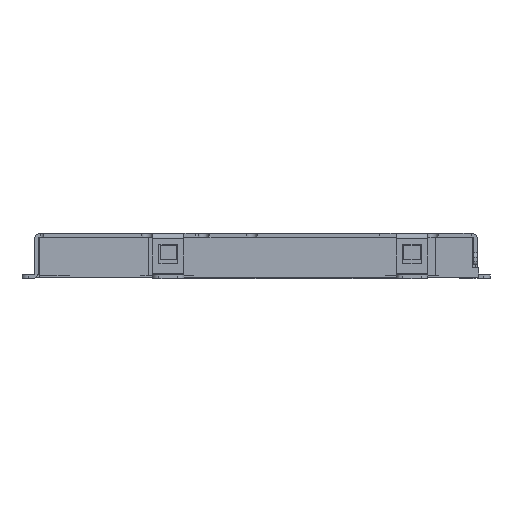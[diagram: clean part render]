
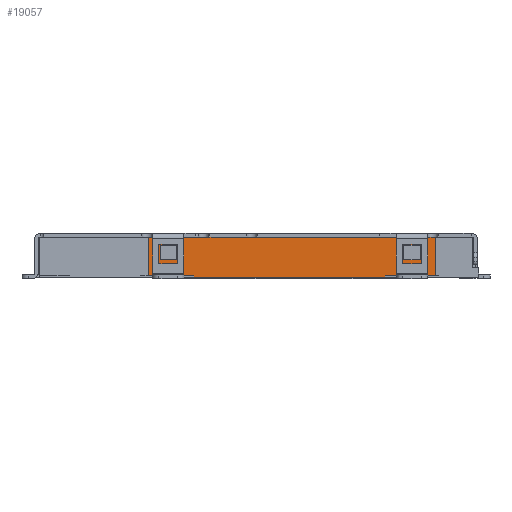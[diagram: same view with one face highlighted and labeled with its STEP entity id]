
A CAD part, front view. The second image highlights one B-rep face of the part: STEP entity #19057.
In plain terms, the highlighted planar face has unit normal (0, -1, 0).
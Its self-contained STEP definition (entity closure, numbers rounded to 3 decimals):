
#1020=DIRECTION('',(-1.,0.,0.));
#1021=VECTOR('',#1020,6.12);
#1022=CARTESIAN_POINT('',(4.13,-6.93,-0.675));
#1023=LINE('',#1022,#1021);
#2358=DIRECTION('',(-1.,0.,0.));
#2359=VECTOR('',#2358,0.14);
#2360=CARTESIAN_POINT('',(-3.3,-6.93,0.605));
#2361=LINE('',#2360,#2359);
#2386=DIRECTION('',(-1.,0.,0.));
#2387=VECTOR('',#2386,0.25);
#2388=CARTESIAN_POINT('',(5.73,-6.93,0.605));
#2389=LINE('',#2388,#2387);
#2463=DIRECTION('',(-1.,0.,0.));
#2464=VECTOR('',#2463,6.78);
#2465=CARTESIAN_POINT('',(4.48,-6.93,0.605));
#2466=LINE('',#2465,#2464);
#5232=DIRECTION('',(-1.,0.,0.));
#5233=VECTOR('',#5232,1.6);
#5234=CARTESIAN_POINT('',(5.73,-6.93,-0.625));
#5235=LINE('',#5234,#5233);
#5236=DIRECTION('',(0.,0.,1.));
#5237=VECTOR('',#5236,0.05);
#5238=CARTESIAN_POINT('',(4.13,-6.93,-0.675));
#5239=LINE('',#5238,#5237);
#5240=DIRECTION('',(0.,0.,1.));
#5241=VECTOR('',#5240,0.05);
#5242=CARTESIAN_POINT('',(-1.99,-6.93,-0.675));
#5243=LINE('',#5242,#5241);
#5244=DIRECTION('',(-1.,0.,0.));
#5245=VECTOR('',#5244,1.45);
#5246=CARTESIAN_POINT('',(-1.99,-6.93,-0.625));
#5247=LINE('',#5246,#5245);
#5248=DIRECTION('',(0.,0.,-1.));
#5249=VECTOR('',#5248,1.23);
#5250=CARTESIAN_POINT('',(5.73,-6.93,0.605));
#5251=LINE('',#5250,#5249);
#5292=DIRECTION('',(0.,0.,-1.));
#5293=VECTOR('',#5292,1.23);
#5294=CARTESIAN_POINT('',(-3.44,-6.93,0.605));
#5295=LINE('',#5294,#5293);
#5296=DIRECTION('',(-1.,0.,0.));
#5297=VECTOR('',#5296,1.);
#5298=CARTESIAN_POINT('',(-2.3,-6.93,0.605));
#5299=LINE('',#5298,#5297);
#5836=DIRECTION('',(-1.,0.,0.));
#5837=VECTOR('',#5836,1.);
#5838=CARTESIAN_POINT('',(5.48,-6.93,0.605));
#5839=LINE('',#5838,#5837);
#10580=CARTESIAN_POINT('',(5.73,-6.93,0.605));
#10581=VERTEX_POINT('',#10580);
#10582=CARTESIAN_POINT('',(-3.44,-6.93,0.605));
#10584=VERTEX_POINT('',#10582);
#10639=CARTESIAN_POINT('',(-2.3,-6.93,0.605));
#10641=VERTEX_POINT('',#10639);
#10642=CARTESIAN_POINT('',(-3.3,-6.93,0.605));
#10644=VERTEX_POINT('',#10642);
#10652=CARTESIAN_POINT('',(5.48,-6.93,0.605));
#10653=VERTEX_POINT('',#10652);
#10654=CARTESIAN_POINT('',(4.48,-6.93,0.605));
#10656=VERTEX_POINT('',#10654);
#11421=CARTESIAN_POINT('',(-1.99,-6.93,-0.675));
#11423=VERTEX_POINT('',#11421);
#11428=CARTESIAN_POINT('',(4.13,-6.93,-0.675));
#11430=VERTEX_POINT('',#11428);
#11452=CARTESIAN_POINT('',(5.73,-6.93,-0.625));
#11453=VERTEX_POINT('',#11452);
#11454=CARTESIAN_POINT('',(4.13,-6.93,-0.625));
#11455=VERTEX_POINT('',#11454);
#11456=CARTESIAN_POINT('',(-1.99,-6.93,-0.625));
#11457=CARTESIAN_POINT('',(-3.44,-6.93,-0.625));
#11458=VERTEX_POINT('',#11456);
#11459=VERTEX_POINT('',#11457);
#19033=CARTESIAN_POINT('',(5.73,-6.93,0.605));
#19034=DIRECTION('',(0.,-1.,0.));
#19035=DIRECTION('',(-1.,0.,0.));
#19036=AXIS2_PLACEMENT_3D('',#19033,#19034,#19035);
#19037=PLANE('',#19036);
#19038=ORIENTED_EDGE('',*,*,#17131,.T.);
#19040=ORIENTED_EDGE('',*,*,#19039,.F.);
#19041=ORIENTED_EDGE('',*,*,#14159,.T.);
#19043=ORIENTED_EDGE('',*,*,#19042,.T.);
#19044=ORIENTED_EDGE('',*,*,#17143,.T.);
#19046=ORIENTED_EDGE('',*,*,#19045,.F.);
#19047=ORIENTED_EDGE('',*,*,#15366,.F.);
#19049=ORIENTED_EDGE('',*,*,#19048,.F.);
#19050=ORIENTED_EDGE('',*,*,#15496,.F.);
#19052=ORIENTED_EDGE('',*,*,#19051,.F.);
#19053=ORIENTED_EDGE('',*,*,#15400,.F.);
#19054=ORIENTED_EDGE('',*,*,#19026,.T.);
#19055=EDGE_LOOP('',(#19038,#19040,#19041,#19043,#19044,#19046,#19047,#19049,
#19050,#19052,#19053,#19054));
#19056=FACE_OUTER_BOUND('',#19055,.F.);
#19057=ADVANCED_FACE('',(#19056),#19037,.T.);
#14159=EDGE_CURVE('',#11430,#11423,#1023,.T.);
#15366=EDGE_CURVE('',#10644,#10584,#2361,.T.);
#15400=EDGE_CURVE('',#10581,#10653,#2389,.T.);
#15496=EDGE_CURVE('',#10656,#10641,#2466,.T.);
#17131=EDGE_CURVE('',#11453,#11455,#5235,.T.);
#17143=EDGE_CURVE('',#11458,#11459,#5247,.T.);
#19026=EDGE_CURVE('',#10581,#11453,#5251,.T.);
#19039=EDGE_CURVE('',#11430,#11455,#5239,.T.);
#19042=EDGE_CURVE('',#11423,#11458,#5243,.T.);
#19045=EDGE_CURVE('',#10584,#11459,#5295,.T.);
#19048=EDGE_CURVE('',#10641,#10644,#5299,.T.);
#19051=EDGE_CURVE('',#10653,#10656,#5839,.T.);
